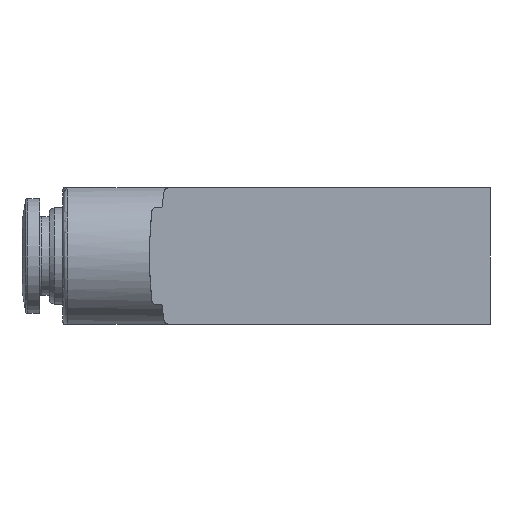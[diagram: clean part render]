
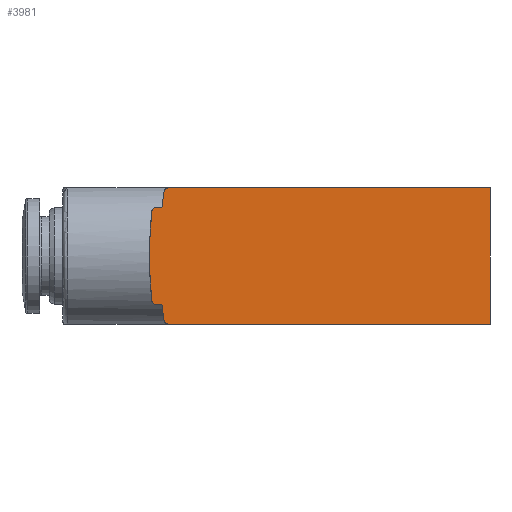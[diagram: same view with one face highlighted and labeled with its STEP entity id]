
A CAD part, left-side view. The second image highlights one B-rep face of the part: STEP entity #3981.
In plain terms, the highlighted planar face has unit normal (-1, 0, 0).
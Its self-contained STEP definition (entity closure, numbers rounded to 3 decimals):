
#225=CIRCLE('',#4260,44.);
#226=CIRCLE('',#4261,0.5);
#227=CIRCLE('',#4262,44.);
#228=CIRCLE('',#4263,0.5);
#229=CIRCLE('',#4264,44.);
#230=CIRCLE('',#4265,0.5);
#231=CIRCLE('',#4266,0.5);
#950=ORIENTED_EDGE('',*,*,#1412,.F.);
#951=ORIENTED_EDGE('',*,*,#1413,.F.);
#952=ORIENTED_EDGE('',*,*,#1414,.F.);
#953=ORIENTED_EDGE('',*,*,#1415,.F.);
#954=ORIENTED_EDGE('',*,*,#1416,.F.);
#955=ORIENTED_EDGE('',*,*,#1417,.F.);
#956=ORIENTED_EDGE('',*,*,#1418,.F.);
#957=ORIENTED_EDGE('',*,*,#1419,.F.);
#958=ORIENTED_EDGE('',*,*,#1420,.T.);
#959=ORIENTED_EDGE('',*,*,#1421,.T.);
#960=ORIENTED_EDGE('',*,*,#1422,.F.);
#961=ORIENTED_EDGE('',*,*,#1423,.F.);
#1412=EDGE_CURVE('',#1706,#1707,#225,.T.);
#1413=EDGE_CURVE('',#1708,#1706,#1963,.T.);
#1414=EDGE_CURVE('',#1709,#1708,#226,.T.);
#1415=EDGE_CURVE('',#1710,#1709,#227,.T.);
#1416=EDGE_CURVE('',#1711,#1710,#228,.T.);
#1417=EDGE_CURVE('',#1712,#1711,#1964,.T.);
#1418=EDGE_CURVE('',#1713,#1712,#229,.T.);
#1419=EDGE_CURVE('',#1714,#1713,#230,.T.);
#1420=EDGE_CURVE('',#1714,#1715,#1965,.T.);
#1421=EDGE_CURVE('',#1715,#1716,#1966,.T.);
#1422=EDGE_CURVE('',#1717,#1716,#1967,.T.);
#1423=EDGE_CURVE('',#1707,#1717,#231,.T.);
#1706=VERTEX_POINT('',#5989);
#1707=VERTEX_POINT('',#5990);
#1708=VERTEX_POINT('',#5992);
#1709=VERTEX_POINT('',#5994);
#1710=VERTEX_POINT('',#5996);
#1711=VERTEX_POINT('',#5998);
#1712=VERTEX_POINT('',#6000);
#1713=VERTEX_POINT('',#6002);
#1714=VERTEX_POINT('',#6004);
#1715=VERTEX_POINT('',#6006);
#1716=VERTEX_POINT('',#6008);
#1717=VERTEX_POINT('',#6010);
#1963=LINE('',#5991,#2221);
#1964=LINE('',#5999,#2222);
#1965=LINE('',#6005,#2223);
#1966=LINE('',#6007,#2224);
#1967=LINE('',#6009,#2225);
#2221=VECTOR('',#5040,1000.);
#2222=VECTOR('',#5047,1000.);
#2223=VECTOR('',#5052,1000.);
#2224=VECTOR('',#5053,1000.);
#2225=VECTOR('',#5054,1000.);
#2413=EDGE_LOOP('',(#950,#951,#952,#953,#954,#955,#956,#957,#958,#959,#960,
#961));
#2613=FACE_BOUND('',#2413,.T.);
#2719=PLANE('',#4259);
#3981=ADVANCED_FACE('',(#2613),#2719,.F.);
#4259=AXIS2_PLACEMENT_3D('',#5987,#5036,#5037);
#4260=AXIS2_PLACEMENT_3D('',#5988,#5038,#5039);
#4261=AXIS2_PLACEMENT_3D('',#5993,#5041,#5042);
#4262=AXIS2_PLACEMENT_3D('',#5995,#5043,#5044);
#4263=AXIS2_PLACEMENT_3D('',#5997,#5045,#5046);
#4264=AXIS2_PLACEMENT_3D('',#6001,#5048,#5049);
#4265=AXIS2_PLACEMENT_3D('',#6003,#5050,#5051);
#4266=AXIS2_PLACEMENT_3D('',#6011,#5055,#5056);
#5036=DIRECTION('',(1.,0.,0.));
#5037=DIRECTION('',(0.,0.,-1.));
#5038=DIRECTION('',(1.,0.,0.));
#5039=DIRECTION('',(0.,0.,-1.));
#5040=DIRECTION('',(0.,-1.,0.));
#5041=DIRECTION('',(1.,0.,0.));
#5042=DIRECTION('',(0.,0.,-1.));
#5043=DIRECTION('',(1.,0.,0.));
#5044=DIRECTION('',(0.,0.,-1.));
#5045=DIRECTION('',(1.,0.,0.));
#5046=DIRECTION('',(0.,0.,-1.));
#5047=DIRECTION('',(0.,1.,0.));
#5048=DIRECTION('',(1.,0.,0.));
#5049=DIRECTION('',(0.,0.,-1.));
#5050=DIRECTION('',(1.,0.,0.));
#5051=DIRECTION('',(0.,0.,-1.));
#5052=DIRECTION('',(0.,-1.,0.));
#5053=DIRECTION('',(0.,0.,1.));
#5054=DIRECTION('',(0.,-1.,0.));
#5055=DIRECTION('',(1.,0.,0.));
#5056=DIRECTION('',(0.,0.,-1.));
#5987=CARTESIAN_POINT('',(-18.2,8.,-7.));
#5988=CARTESIAN_POINT('',(-18.2,-10.,0.));
#5989=CARTESIAN_POINT('',(-18.2,33.715,5.));
#5990=CARTESIAN_POINT('',(-18.2,33.506,6.575));
#5991=CARTESIAN_POINT('',(-18.2,34.267,5.));
#5992=CARTESIAN_POINT('',(-18.2,34.267,5.));
#5993=CARTESIAN_POINT('',(-18.2,34.267,4.5));
#5994=CARTESIAN_POINT('',(-18.2,34.764,4.552));
#5995=CARTESIAN_POINT('',(-18.2,-9.,0.));
#5996=CARTESIAN_POINT('',(-18.2,34.764,-4.552));
#5997=CARTESIAN_POINT('',(-18.2,34.267,-4.5));
#5998=CARTESIAN_POINT('',(-18.2,34.267,-5.));
#5999=CARTESIAN_POINT('',(-18.2,8.,-5.));
#6000=CARTESIAN_POINT('',(-18.2,33.715,-5.));
#6001=CARTESIAN_POINT('',(-18.2,-10.,0.));
#6002=CARTESIAN_POINT('',(-18.2,33.506,-6.575));
#6003=CARTESIAN_POINT('',(-18.2,33.012,-6.5));
#6004=CARTESIAN_POINT('',(-18.2,33.012,-7.));
#6005=CARTESIAN_POINT('',(-18.2,8.,-7.));
#6006=CARTESIAN_POINT('',(-18.2,0.,-7.));
#6007=CARTESIAN_POINT('',(-18.2,0.,-7.));
#6008=CARTESIAN_POINT('',(-18.2,0.,7.));
#6009=CARTESIAN_POINT('',(-18.2,8.,7.));
#6010=CARTESIAN_POINT('',(-18.2,33.012,7.));
#6011=CARTESIAN_POINT('',(-18.2,33.012,6.5));
